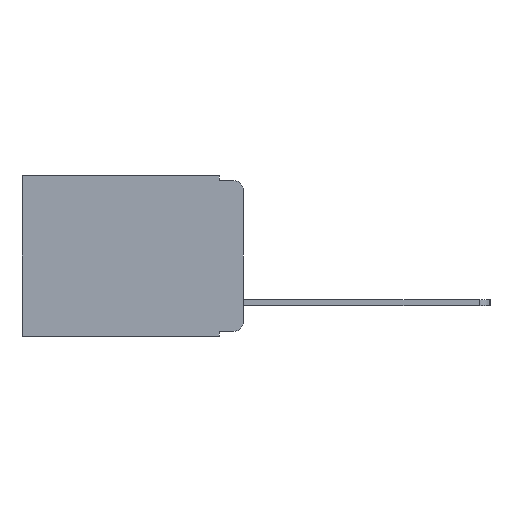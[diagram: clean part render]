
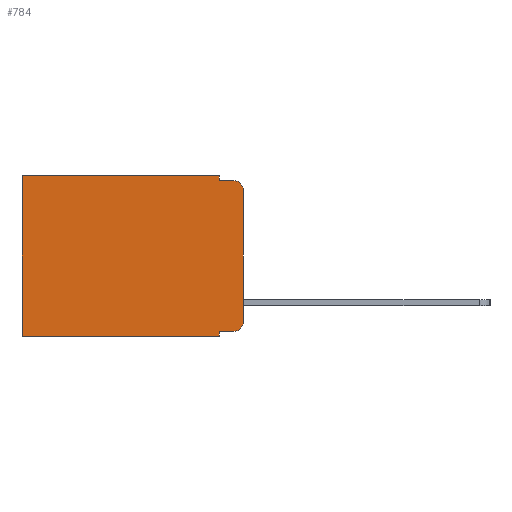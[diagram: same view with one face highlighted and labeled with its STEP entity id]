
A CAD part, left-side view. The second image highlights one B-rep face of the part: STEP entity #784.
In plain terms, the highlighted planar face has unit normal (-1, 0, 0).
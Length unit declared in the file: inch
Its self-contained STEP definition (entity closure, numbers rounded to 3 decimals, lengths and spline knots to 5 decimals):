
#29 = DIRECTION ( 'NONE',  ( -1., 0., 0. ) ) ;
#100 = CARTESIAN_POINT ( 'NONE',  ( 0.298, 0.051, -0.01 ) ) ;
#162 = DIRECTION ( 'NONE',  ( 0., 0., -1. ) ) ;
#290 = DIRECTION ( 'NONE',  ( 0., 0., -1. ) ) ;
#583 = EDGE_CURVE ( 'NONE', #4532, #11245, #10674, .T. ) ;
#609 = CARTESIAN_POINT ( 'NONE',  ( 0.298, 0., -0.03 ) ) ;
#756 = EDGE_CURVE ( 'NONE', #11245, #6329, #2182, .T. ) ;
#765 = CARTESIAN_POINT ( 'NONE',  ( 0.298, 0.051, -0.01 ) ) ;
#784 = ADVANCED_FACE ( 'NONE', ( #4089 ), #6269, .F. ) ;
#890 = CARTESIAN_POINT ( 'NONE',  ( 0.298, 0.02, -0.333 ) ) ;
#994 = VECTOR ( 'NONE', #5575, 39.37008 ) ;
#1068 = DIRECTION ( 'NONE',  ( 0., -1., 0. ) ) ;
#1178 = CARTESIAN_POINT ( 'NONE',  ( 0.298, 0.051, 0. ) ) ;
#1284 = LINE ( 'NONE', #1714, #994 ) ;
#1314 = DIRECTION ( 'NONE',  ( 0., -1., 0. ) ) ;
#1460 = LINE ( 'NONE', #7048, #8157 ) ;
#1587 = ORIENTED_EDGE ( 'NONE', *, *, #583, .F. ) ;
#1626 = EDGE_CURVE ( 'NONE', #3061, #5525, #2471, .T. ) ;
#1714 = CARTESIAN_POINT ( 'NONE',  ( 0.298, 0.051, 0. ) ) ;
#1861 = VERTEX_POINT ( 'NONE', #890 ) ;
#1943 = CARTESIAN_POINT ( 'NONE',  ( 0.298, 0.473, -0.343 ) ) ;
#2016 = EDGE_CURVE ( 'NONE', #4189, #6329, #9840, .T. ) ;
#2154 = VERTEX_POINT ( 'NONE', #765 ) ;
#2161 = ORIENTED_EDGE ( 'NONE', *, *, #11266, .T. ) ;
#2182 = LINE ( 'NONE', #5626, #6867 ) ;
#2237 = EDGE_CURVE ( 'NONE', #6411, #2154, #1284, .T. ) ;
#2471 = LINE ( 'NONE', #3642, #4860 ) ;
#2718 = CARTESIAN_POINT ( 'NONE',  ( 0.298, 0.02, -0.313 ) ) ;
#2789 = DIRECTION ( 'NONE',  ( 0., 0., -1. ) ) ;
#2905 = ORIENTED_EDGE ( 'NONE', *, *, #10979, .T. ) ;
#2964 = AXIS2_PLACEMENT_3D ( 'NONE', #10555, #4545, #290 ) ;
#3034 = VECTOR ( 'NONE', #2789, 39.37008 ) ;
#3061 = VERTEX_POINT ( 'NONE', #609 ) ;
#3281 = CARTESIAN_POINT ( 'NONE',  ( 0.298, 0.473, 0. ) ) ;
#3400 = DIRECTION ( 'NONE',  ( 0., 1., 0. ) ) ;
#3401 = EDGE_LOOP ( 'NONE', ( #3922, #6716, #9204, #4995, #2905, #7501, #5544, #1587, #2161, #4865 ) ) ;
#3494 = VECTOR ( 'NONE', #1068, 39.37008 ) ;
#3534 = CARTESIAN_POINT ( 'NONE',  ( 0.298, 0.473, 0. ) ) ;
#3633 = DIRECTION ( 'NONE',  ( 0., 0., -1. ) ) ;
#3642 = CARTESIAN_POINT ( 'NONE',  ( 0.298, 0., 0. ) ) ;
#3922 = ORIENTED_EDGE ( 'NONE', *, *, #1626, .F. ) ;
#3984 = DIRECTION ( 'NONE',  ( 0., 0., -1. ) ) ;
#4089 = FACE_OUTER_BOUND ( 'NONE', #3401, .T. ) ;
#4189 = VERTEX_POINT ( 'NONE', #3281 ) ;
#4385 = CARTESIAN_POINT ( 'NONE',  ( 0.298, 0.051, 0. ) ) ;
#4532 = VERTEX_POINT ( 'NONE', #9582 ) ;
#4545 = DIRECTION ( 'NONE',  ( 1., 0., 0. ) ) ;
#4617 = CARTESIAN_POINT ( 'NONE',  ( 0.298, 0.02, -0.01 ) ) ;
#4860 = VECTOR ( 'NONE', #3984, 39.37008 ) ;
#4865 = ORIENTED_EDGE ( 'NONE', *, *, #9776, .T. ) ;
#4995 = ORIENTED_EDGE ( 'NONE', *, *, #2237, .F. ) ;
#5515 = CARTESIAN_POINT ( 'NONE',  ( 0.298, 0.02, -0.03 ) ) ;
#5525 = VERTEX_POINT ( 'NONE', #5769 ) ;
#5544 = ORIENTED_EDGE ( 'NONE', *, *, #756, .F. ) ;
#5575 = DIRECTION ( 'NONE',  ( 0., 0., -1. ) ) ;
#5626 = CARTESIAN_POINT ( 'NONE',  ( 0.298, 0., -0.343 ) ) ;
#5694 = CIRCLE ( 'NONE', #9279, 0.02 ) ;
#5769 = CARTESIAN_POINT ( 'NONE',  ( 0.298, 0., -0.313 ) ) ;
#6231 = VECTOR ( 'NONE', #162, 39.37008 ) ;
#6269 = PLANE ( 'NONE',  #2964 ) ;
#6329 = VERTEX_POINT ( 'NONE', #1943 ) ;
#6363 = DIRECTION ( 'NONE',  ( 0., 0., -1. ) ) ;
#6411 = VERTEX_POINT ( 'NONE', #1178 ) ;
#6716 = ORIENTED_EDGE ( 'NONE', *, *, #11059, .T. ) ;
#6724 = VECTOR ( 'NONE', #1314, 39.37008 ) ;
#6867 = VECTOR ( 'NONE', #3400, 39.37008 ) ;
#7048 = CARTESIAN_POINT ( 'NONE',  ( 0.298, 0., 0. ) ) ;
#7501 = ORIENTED_EDGE ( 'NONE', *, *, #2016, .T. ) ;
#8012 = LINE ( 'NONE', #100, #3494 ) ;
#8157 = VECTOR ( 'NONE', #9570, 39.37008 ) ;
#8636 = AXIS2_PLACEMENT_3D ( 'NONE', #2718, #8722, #3633 ) ;
#8722 = DIRECTION ( 'NONE',  ( -1., 0., 0. ) ) ;
#8944 = LINE ( 'NONE', #9130, #6724 ) ;
#9130 = CARTESIAN_POINT ( 'NONE',  ( 0.298, 0.051, -0.333 ) ) ;
#9204 = ORIENTED_EDGE ( 'NONE', *, *, #9911, .F. ) ;
#9279 = AXIS2_PLACEMENT_3D ( 'NONE', #5515, #29, #6363 ) ;
#9570 = DIRECTION ( 'NONE',  ( 0., 1., 0. ) ) ;
#9582 = CARTESIAN_POINT ( 'NONE',  ( 0.298, 0.051, -0.333 ) ) ;
#9776 = EDGE_CURVE ( 'NONE', #1861, #5525, #9859, .T. ) ;
#9840 = LINE ( 'NONE', #3534, #3034 ) ;
#9859 = CIRCLE ( 'NONE', #8636, 0.02 ) ;
#9911 = EDGE_CURVE ( 'NONE', #2154, #10430, #8012, .T. ) ;
#10430 = VERTEX_POINT ( 'NONE', #4617 ) ;
#10555 = CARTESIAN_POINT ( 'NONE',  ( 0.298, 0., 0. ) ) ;
#10674 = LINE ( 'NONE', #4385, #6231 ) ;
#10784 = CARTESIAN_POINT ( 'NONE',  ( 0.298, 0.051, -0.343 ) ) ;
#10979 = EDGE_CURVE ( 'NONE', #6411, #4189, #1460, .T. ) ;
#11059 = EDGE_CURVE ( 'NONE', #3061, #10430, #5694, .T. ) ;
#11245 = VERTEX_POINT ( 'NONE', #10784 ) ;
#11266 = EDGE_CURVE ( 'NONE', #4532, #1861, #8944, .T. ) ;
